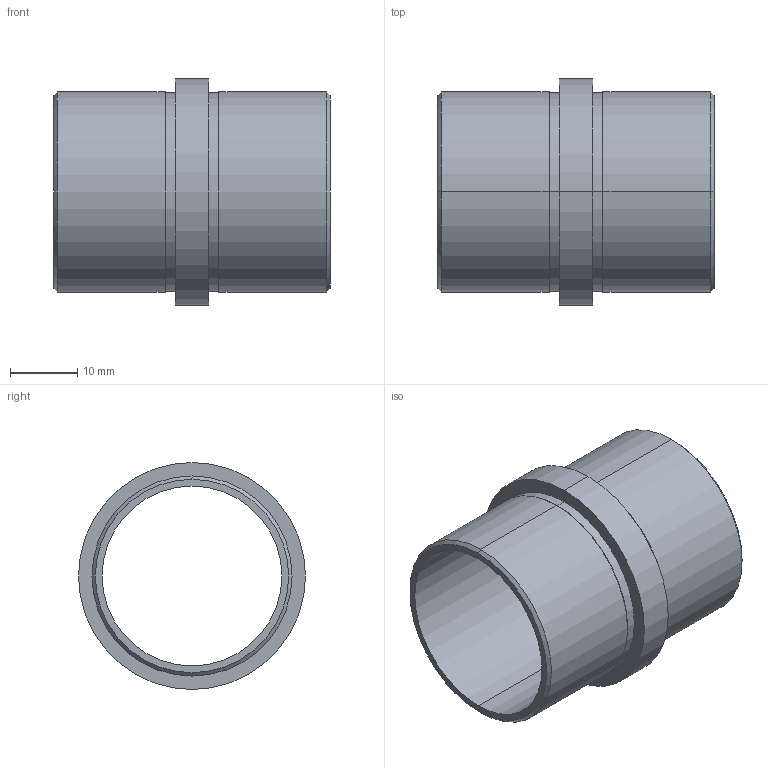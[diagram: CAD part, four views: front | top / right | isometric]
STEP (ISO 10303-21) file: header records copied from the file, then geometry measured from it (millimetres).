
FILE_DESCRIPTION (( 'STEP AP203' ), '1' );
FILE_NAME ('3D_GR1022_33.7x2_188851310.STEP', '2024-11-12T08:02:14', ( '' ), ( '' ), 'SwSTEP 2.0', 'SolidWorks 2023', '' );
FILE_SCHEMA (( 'CONFIG_CONTROL_DESIGN' ));
Length unit declared in the file: millimetre
Products named in the file (1): 3D_GR1022_33.7x2_188851310
Bounding box: 41 x 33.7 x 33.7 mm (x, y, z)
Volume: 6393.4 mm3; surface area: 7971.6 mm2
Topology: 1 solids, 1 shells, 22 faces, 44 edges, 28 vertices
Faces by surface type: cylinder 12, plane 6, cone 4
Entity records: 665 total; most frequent: DIRECTION 118, CARTESIAN_POINT 95, ORIENTED_EDGE 88, AXIS2_PLACEMENT_3D 51, EDGE_CURVE 44, EDGE_LOOP 28, CIRCLE 28, VERTEX_POINT 28
